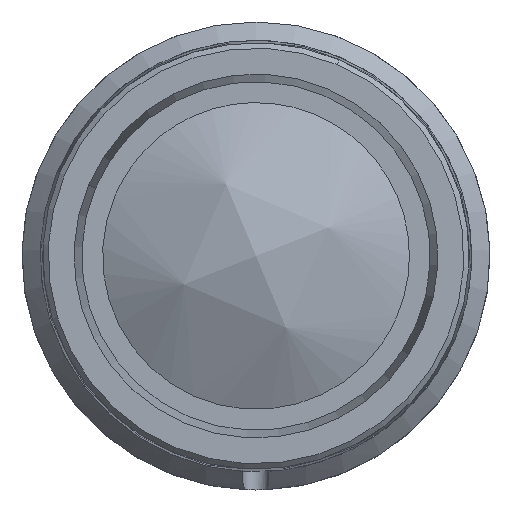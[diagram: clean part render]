
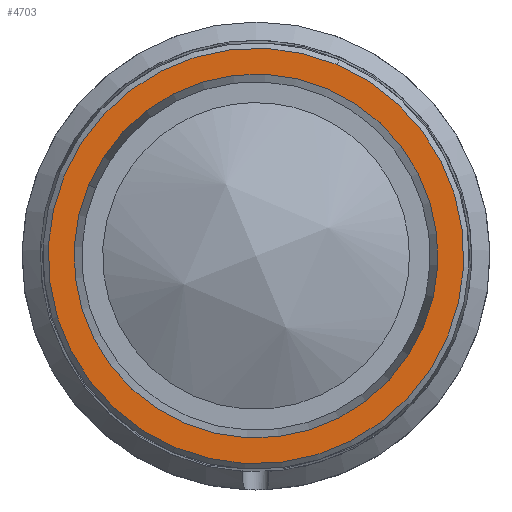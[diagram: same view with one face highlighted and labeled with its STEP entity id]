
A CAD part, left-side view. The second image highlights one B-rep face of the part: STEP entity #4703.
In plain terms, the highlighted planar face has unit normal (-1, 0, 0).
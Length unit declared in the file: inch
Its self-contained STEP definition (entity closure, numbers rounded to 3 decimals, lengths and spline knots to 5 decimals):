
#128 = VERTEX_POINT ( 'NONE', #2548 ) ;
#195 = VERTEX_POINT ( 'NONE', #502 ) ;
#424 = FACE_OUTER_BOUND ( 'NONE', #2035, .T. ) ;
#461 = CARTESIAN_POINT ( 'NONE',  ( -0.14567, 0.25378, 0.10745 ) ) ;
#478 = CARTESIAN_POINT ( 'NONE',  ( -0.14567, 0., 0. ) ) ;
#502 = CARTESIAN_POINT ( 'NONE',  ( -0.14567, 0.25378, 0.10745 ) ) ;
#717 = AXIS2_PLACEMENT_3D ( 'NONE', #478, #4914, #1047 ) ;
#837 = EDGE_LOOP ( 'NONE', ( #1977, #2453 ) ) ;
#1047 = DIRECTION ( 'NONE',  ( 0., -0.39, 0.921 ) ) ;
#1135 = CARTESIAN_POINT ( 'NONE',  ( -0.14567, 0., 0. ) ) ;
#1226 = CARTESIAN_POINT ( 'NONE',  ( -0.14567, 0., 0. ) ) ;
#1515 = ORIENTED_EDGE ( 'NONE', *, *, #3331, .F. ) ;
#1611 = EDGE_CURVE ( 'NONE', #195, #5626, #5068, .T. ) ;
#1653 = AXIS2_PLACEMENT_3D ( 'NONE', #461, #4940, #2034 ) ;
#1727 = DIRECTION ( 'NONE',  ( 0., -0.921, -0.39 ) ) ;
#1760 = AXIS2_PLACEMENT_3D ( 'NONE', #1819, #5234, #6215 ) ;
#1819 = CARTESIAN_POINT ( 'NONE',  ( -0.14567, 0., 0. ) ) ;
#1977 = ORIENTED_EDGE ( 'NONE', *, *, #4181, .F. ) ;
#2034 = DIRECTION ( 'NONE',  ( 0., 0.921, 0.39 ) ) ;
#2035 = EDGE_LOOP ( 'NONE', ( #1515, #2537 ) ) ;
#2055 = CIRCLE ( 'NONE', #4294, 0.27559 ) ;
#2453 = ORIENTED_EDGE ( 'NONE', *, *, #1611, .F. ) ;
#2537 = ORIENTED_EDGE ( 'NONE', *, *, #4062, .F. ) ;
#2548 = CARTESIAN_POINT ( 'NONE',  ( -0.14567, 0.12271, -0.28983 ) ) ;
#2816 = AXIS2_PLACEMENT_3D ( 'NONE', #1135, #6046, #4046 ) ;
#3331 = EDGE_CURVE ( 'NONE', #4896, #128, #6131, .T. ) ;
#3823 = FACE_BOUND ( 'NONE', #837, .T. ) ;
#4046 = DIRECTION ( 'NONE',  ( 0., -0.921, -0.39 ) ) ;
#4062 = EDGE_CURVE ( 'NONE', #128, #4896, #4720, .T. ) ;
#4181 = EDGE_CURVE ( 'NONE', #5626, #195, #2055, .T. ) ;
#4272 = CARTESIAN_POINT ( 'NONE',  ( -0.14567, -0.25378, -0.10745 ) ) ;
#4294 = AXIS2_PLACEMENT_3D ( 'NONE', #1226, #4635, #1727 ) ;
#4635 = DIRECTION ( 'NONE',  ( -1., 0., 0. ) ) ;
#4703 = ADVANCED_FACE ( 'NONE', ( #3823, #424 ), #4967, .F. ) ;
#4720 = CIRCLE ( 'NONE', #717, 0.31474 ) ;
#4896 = VERTEX_POINT ( 'NONE', #5032 ) ;
#4914 = DIRECTION ( 'NONE',  ( 1., 0., 0. ) ) ;
#4940 = DIRECTION ( 'NONE',  ( 1., 0., 0. ) ) ;
#4967 = PLANE ( 'NONE',  #1653 ) ;
#5032 = CARTESIAN_POINT ( 'NONE',  ( -0.14567, -0.12271, 0.28983 ) ) ;
#5068 = CIRCLE ( 'NONE', #2816, 0.27559 ) ;
#5234 = DIRECTION ( 'NONE',  ( 1., 0., 0. ) ) ;
#5626 = VERTEX_POINT ( 'NONE', #4272 ) ;
#6046 = DIRECTION ( 'NONE',  ( -1., 0., 0. ) ) ;
#6131 = CIRCLE ( 'NONE', #1760, 0.31474 ) ;
#6215 = DIRECTION ( 'NONE',  ( 0., -0.39, 0.921 ) ) ;
